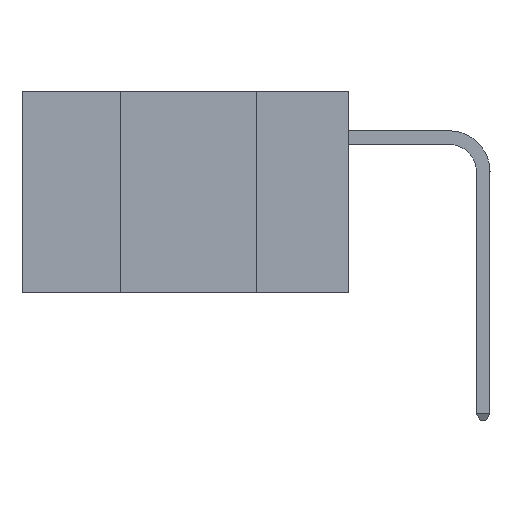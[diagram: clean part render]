
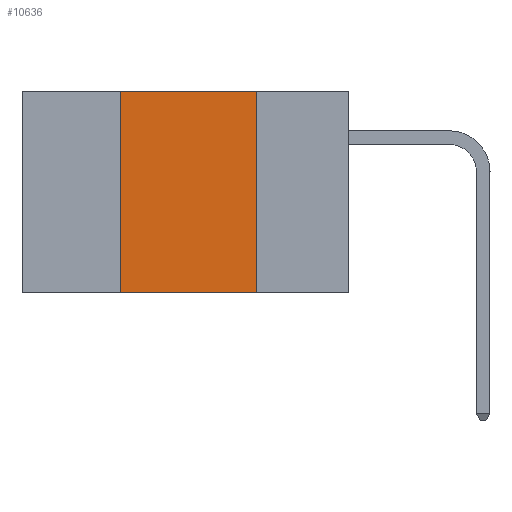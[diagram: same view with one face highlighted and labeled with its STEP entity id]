
A CAD part, left-side view. The second image highlights one B-rep face of the part: STEP entity #10636.
In plain terms, the highlighted planar face has unit normal (-1, 0, 0).
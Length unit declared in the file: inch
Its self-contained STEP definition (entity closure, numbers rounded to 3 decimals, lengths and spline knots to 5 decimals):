
#2028 = AXIS2_PLACEMENT_3D ( 'NONE', #21461, #16022, #5034 ) ;
#2379 = DIRECTION ( 'NONE',  ( 0., -1., 0. ) ) ;
#2480 = EDGE_CURVE ( 'NONE', #19784, #6476, #13297, .T. ) ;
#2719 = CARTESIAN_POINT ( 'NONE',  ( 0., 0.42, 0. ) ) ;
#3939 = CARTESIAN_POINT ( 'NONE',  ( 0., 0.42, 0. ) ) ;
#4342 = CARTESIAN_POINT ( 'NONE',  ( 0., 0.6, 0. ) ) ;
#5034 = DIRECTION ( 'NONE',  ( 0., 0., -1. ) ) ;
#6202 = ORIENTED_EDGE ( 'NONE', *, *, #17891, .F. ) ;
#6476 = VERTEX_POINT ( 'NONE', #14925 ) ;
#7189 = LINE ( 'NONE', #3939, #21206 ) ;
#7419 = DIRECTION ( 'NONE',  ( 0., 0., -1. ) ) ;
#8191 = VERTEX_POINT ( 'NONE', #2719 ) ;
#9042 = EDGE_LOOP ( 'NONE', ( #17085, #6202, #12045, #17980 ) ) ;
#9122 = VECTOR ( 'NONE', #15395, 39.37008 ) ;
#9942 = CARTESIAN_POINT ( 'NONE',  ( 0., 0.17, 0. ) ) ;
#10576 = PLANE ( 'NONE',  #2028 ) ;
#10636 = ADVANCED_FACE ( 'NONE', ( #23066 ), #10576, .F. ) ;
#11241 = CARTESIAN_POINT ( 'NONE',  ( 0., 0.17, 0. ) ) ;
#11919 = CARTESIAN_POINT ( 'NONE',  ( 0., 0.42, -0.37 ) ) ;
#12045 = ORIENTED_EDGE ( 'NONE', *, *, #21428, .F. ) ;
#12720 = VECTOR ( 'NONE', #2379, 39.37008 ) ;
#13297 = LINE ( 'NONE', #20888, #12720 ) ;
#14077 = VECTOR ( 'NONE', #7419, 39.37008 ) ;
#14562 = LINE ( 'NONE', #4342, #9122 ) ;
#14925 = CARTESIAN_POINT ( 'NONE',  ( 0., 0.17, -0.37 ) ) ;
#15395 = DIRECTION ( 'NONE',  ( 0., -1., 0. ) ) ;
#16022 = DIRECTION ( 'NONE',  ( 1., 0., 0. ) ) ;
#17085 = ORIENTED_EDGE ( 'NONE', *, *, #22637, .F. ) ;
#17891 = EDGE_CURVE ( 'NONE', #8191, #20897, #14562, .T. ) ;
#17980 = ORIENTED_EDGE ( 'NONE', *, *, #2480, .T. ) ;
#18644 = DIRECTION ( 'NONE',  ( 0., 0., 1. ) ) ;
#18884 = LINE ( 'NONE', #11241, #14077 ) ;
#19784 = VERTEX_POINT ( 'NONE', #11919 ) ;
#20888 = CARTESIAN_POINT ( 'NONE',  ( 0., 0.6, -0.37 ) ) ;
#20897 = VERTEX_POINT ( 'NONE', #9942 ) ;
#21206 = VECTOR ( 'NONE', #18644, 39.37008 ) ;
#21428 = EDGE_CURVE ( 'NONE', #19784, #8191, #7189, .T. ) ;
#21461 = CARTESIAN_POINT ( 'NONE',  ( 0., 0.6, 0. ) ) ;
#22637 = EDGE_CURVE ( 'NONE', #20897, #6476, #18884, .T. ) ;
#23066 = FACE_OUTER_BOUND ( 'NONE', #9042, .T. ) ;
